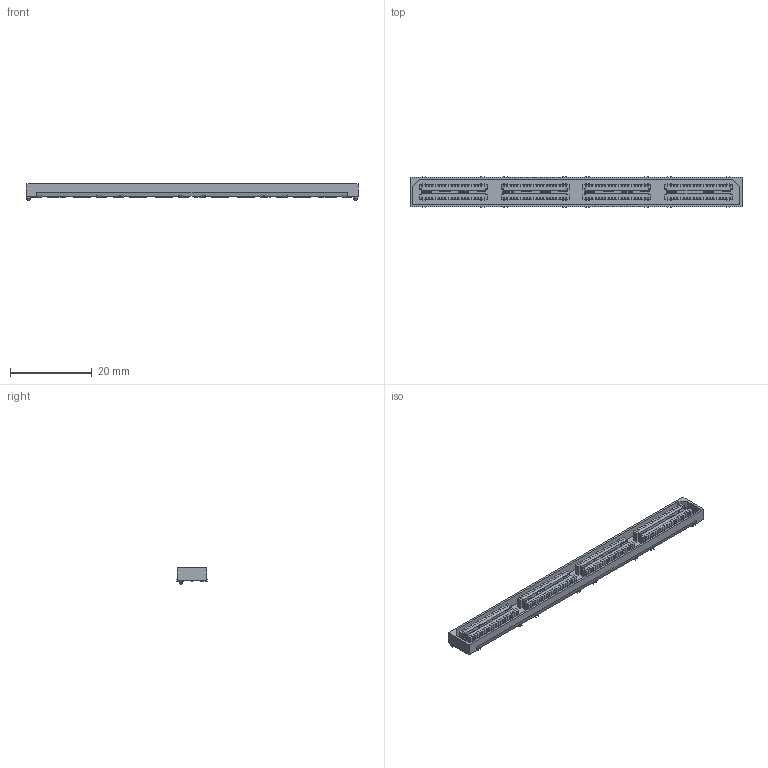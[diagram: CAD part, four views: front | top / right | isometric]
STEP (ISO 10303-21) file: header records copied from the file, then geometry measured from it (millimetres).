
FILE_DESCRIPTION((''),'2;1');
FILE_NAME('SAMTEC_QSE-056-01-L-D-DP-A-K-TR.stp','2014-11-13T10:14:36',(''),(''),'Mechanical Desktop 2011','Mechanical Desktop 2011',', , ');
FILE_SCHEMA(('AUTOMOTIVE_DESIGN { 1 2 10303 214 1 1 1 1 }'));
Length unit declared in the file: millimetre
Products named in the file (1): Product
Bounding box: 81.28 x 7.49 x 4 mm (x, y, z)
Volume: 980.3 mm3; surface area: 4029.1 mm2
Topology: 106 solids, 106 shells, 1712 faces, 5055 edges, 3962 vertices
Faces by surface type: plane 1343, cylinder 269, bspline 100
Entity records: 56690 total; most frequent: CARTESIAN_POINT 11826, ORIENTED_EDGE 8986, DIRECTION 8653, EDGE_CURVE 4493, VECTOR 4331, LINE 4331, VERTEX_POINT 2994, AXIS2_PLACEMENT_3D 2161
